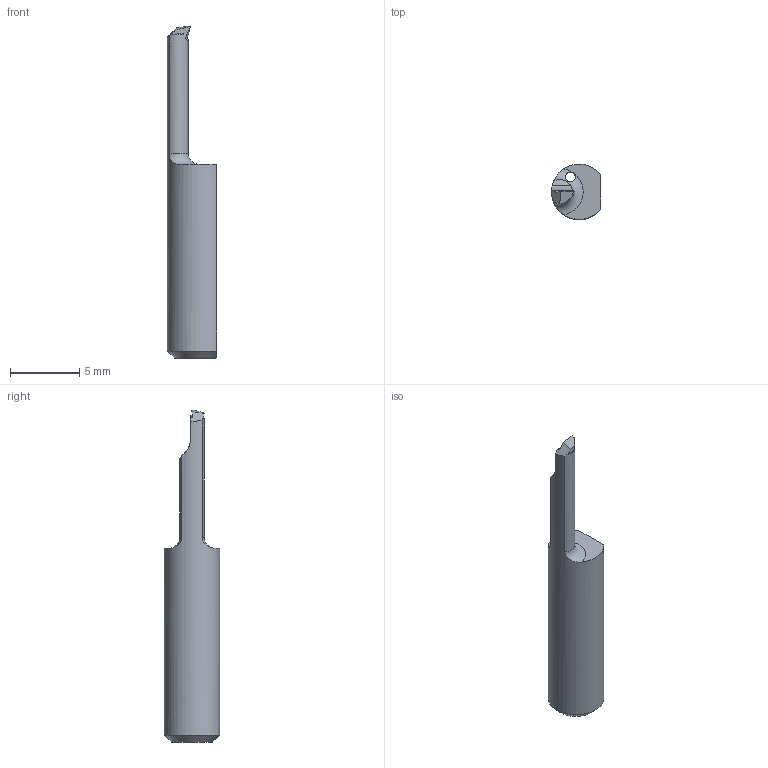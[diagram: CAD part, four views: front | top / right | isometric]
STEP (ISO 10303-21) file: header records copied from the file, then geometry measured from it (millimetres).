
FILE_DESCRIPTION (( 'STEP AP203' ), '1' );
FILE_NAME ('RP50.2-10C.step', '2024-04-30T06:30:06', ( '' ), ( '' ), 'SwSTEP 2.0', 'SolidWorks 2022', '' );
FILE_SCHEMA (( 'CONFIG_CONTROL_DESIGN' ));
Length unit declared in the file: millimetre
Products named in the file (1): RP50.2-10C
Bounding box: 3.55 x 3.99 x 24 mm (x, y, z)
Volume: 177.3 mm3; surface area: 270.6 mm2
Topology: 1 solids, 1 shells, 23 faces, 65 edges, 43 vertices
Faces by surface type: plane 10, cylinder 6, torus 3, bspline 2, cone 2
Full cylindrical faces by diameter (mm): 0.7 x1
Entity records: 1011 total; most frequent: CARTESIAN_POINT 420, ORIENTED_EDGE 122, DIRECTION 86, EDGE_CURVE 61, VERTEX_POINT 41, AXIS2_PLACEMENT_3D 32, EDGE_LOOP 26, FACE_OUTER_BOUND 25
